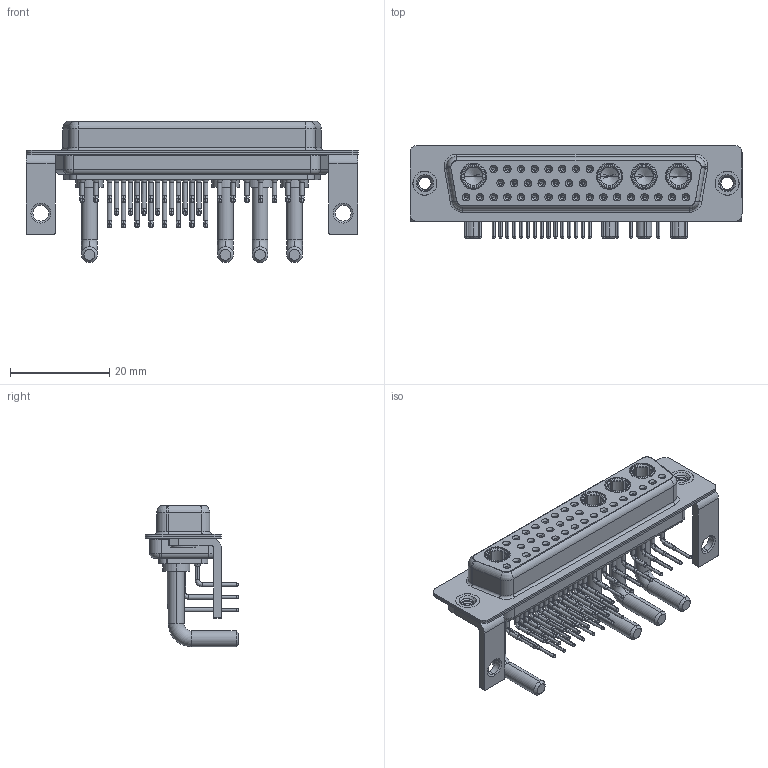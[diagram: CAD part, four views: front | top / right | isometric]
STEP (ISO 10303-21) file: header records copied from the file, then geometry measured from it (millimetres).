
FILE_DESCRIPTION (( 'STEP AP203' ), '1' );
FILE_NAME ('630-36W4250-3NC.STEP', '2022-06-09T10:01:20', ( '' ), ( '' ), 'SwSTEP 2.0', 'SolidWorks 2020', '' );
FILE_SCHEMA (( 'CONFIG_CONTROL_DESIGN' ));
Length unit declared in the file: millimetre
Products named in the file (10): 630Combo Stabilizer Bracket_50 Contacts; 630Combo Contact Row 2_50 Contacts; 630Combo Contact Row 3; 630Combo Housing_36W4; 630Combo Shell Front_50 Contacts; 630Combo Threaded Rivet_B; 630-36W4250-3NC; Power Socket_Ext 30A RA 50; 630Combo Contact Row 1_50 Contacts; 630Combo Shell Rear_50 Contacts
Assembly tree (43 placements, depth 2):
  630-36W4250-3NC
    630Combo Housing_36W4
    630Combo Shell Front_50 Contacts
    630Combo Shell Rear_50 Contacts
    630Combo Threaded Rivet_B  x2
    630Combo Stabilizer Bracket_50 Contacts  x2
    Power Socket_Ext 30A RA 50  x4
    630Combo Contact Row 1_50 Contacts  x8
    630Combo Contact Row 2_50 Contacts  x7
    630Combo Contact Row 3  x17
Bounding box: 67 x 18.8 x 28.53 mm (x, y, z)
Volume: 7930.2 mm3; surface area: 16698.7 mm2
Topology: 47 solids, 47 shells, 2325 faces, 5929 edges, 3745 vertices
Faces by surface type: cylinder 991, plane 683, cone 432, bspline 138, torus 81
Entity records: 30027 total; most frequent: CARTESIAN_POINT 6460, DIRECTION 4968, ORIENTED_EDGE 4194, EDGE_CURVE 2097, AXIS2_PLACEMENT_3D 2076, VERTEX_POINT 1342, CIRCLE 1152, EDGE_LOOP 1103
